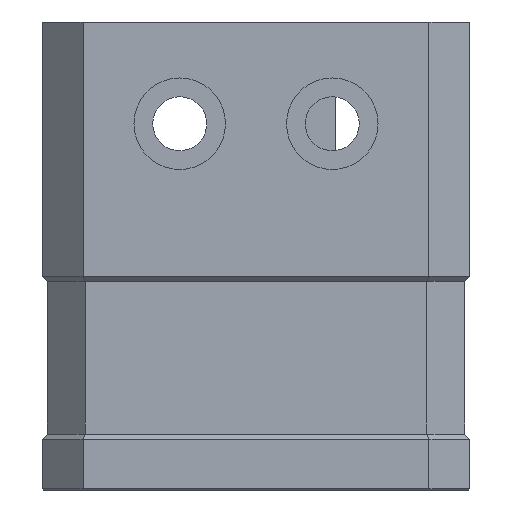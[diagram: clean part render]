
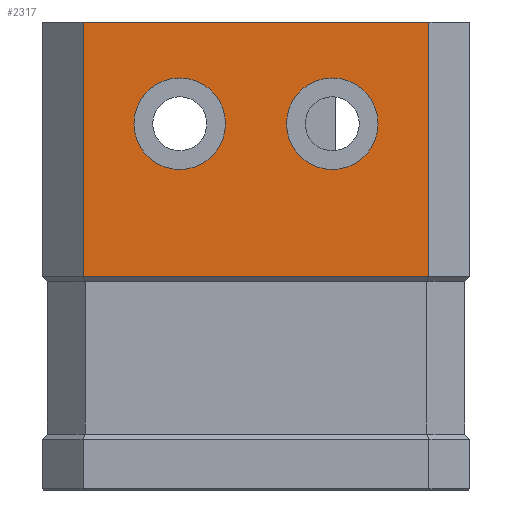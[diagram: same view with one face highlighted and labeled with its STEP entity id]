
A CAD part, front view. The second image highlights one B-rep face of the part: STEP entity #2317.
In plain terms, the highlighted planar face has unit normal (0, -1, 0).
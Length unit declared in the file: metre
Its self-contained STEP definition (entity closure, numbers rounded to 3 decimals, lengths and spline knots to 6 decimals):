
#40=CIRCLE('',#2487,0.0045);
#41=CIRCLE('',#2488,0.0045);
#239=ORIENTED_EDGE('',*,*,#859,.F.);
#240=ORIENTED_EDGE('',*,*,#860,.T.);
#241=ORIENTED_EDGE('',*,*,#861,.T.);
#242=ORIENTED_EDGE('',*,*,#862,.T.);
#243=ORIENTED_EDGE('',*,*,#863,.F.);
#244=ORIENTED_EDGE('',*,*,#864,.F.);
#859=EDGE_CURVE('',#1160,#1161,#1376,.T.);
#860=EDGE_CURVE('',#1160,#1162,#1377,.T.);
#861=EDGE_CURVE('',#1162,#1163,#1378,.T.);
#862=EDGE_CURVE('',#1163,#1161,#1379,.T.);
#863=EDGE_CURVE('',#1164,#1164,#40,.T.);
#864=EDGE_CURVE('',#1165,#1165,#41,.T.);
#1160=VERTEX_POINT('',#3522);
#1161=VERTEX_POINT('',#3523);
#1162=VERTEX_POINT('',#3525);
#1163=VERTEX_POINT('',#3527);
#1164=VERTEX_POINT('',#3530);
#1165=VERTEX_POINT('',#3532);
#1376=LINE('',#3521,#1656);
#1377=LINE('',#3524,#1657);
#1378=LINE('',#3526,#1658);
#1379=LINE('',#3528,#1659);
#1656=VECTOR('',#2823,1.);
#1657=VECTOR('',#2824,1.);
#1658=VECTOR('',#2825,1.);
#1659=VECTOR('',#2826,1.);
#1861=EDGE_LOOP('',(#239,#240,#241,#242));
#1862=EDGE_LOOP('',(#243));
#1863=EDGE_LOOP('',(#244));
#2036=FACE_BOUND('',#1861,.T.);
#2037=FACE_BOUND('',#1862,.T.);
#2038=FACE_BOUND('',#1863,.T.);
#2198=PLANE('',#2486);
#2317=ADVANCED_FACE('',(#2036,#2037,#2038),#2198,.T.);
#2486=AXIS2_PLACEMENT_3D('',#3520,#2821,#2822);
#2487=AXIS2_PLACEMENT_3D('',#3529,#2827,#2828);
#2488=AXIS2_PLACEMENT_3D('',#3531,#2829,#2830);
#2821=DIRECTION('',(0.,-1.,0.));
#2822=DIRECTION('',(1.,0.,0.));
#2823=DIRECTION('',(-1.,0.,0.));
#2824=DIRECTION('',(0.,0.,1.));
#2825=DIRECTION('',(-1.,0.,0.));
#2826=DIRECTION('',(0.,0.,-1.));
#2827=DIRECTION('',(0.,-1.,0.));
#2828=DIRECTION('',(1.,0.,0.));
#2829=DIRECTION('',(0.,-1.,0.));
#2830=DIRECTION('',(1.,0.,0.));
#3520=CARTESIAN_POINT('',(0.,-0.021,0.026));
#3521=CARTESIAN_POINT('',(0.017,-0.021,0.021));
#3522=CARTESIAN_POINT('',(0.017,-0.021,0.021));
#3523=CARTESIAN_POINT('',(-0.017,-0.021,0.021));
#3524=CARTESIAN_POINT('',(0.017,-0.021,0.046));
#3525=CARTESIAN_POINT('',(0.017,-0.021,0.046));
#3526=CARTESIAN_POINT('',(0.,-0.021,0.046));
#3527=CARTESIAN_POINT('',(-0.017,-0.021,0.046));
#3528=CARTESIAN_POINT('',(-0.017,-0.021,0.026));
#3529=CARTESIAN_POINT('',(-0.0075,-0.021,0.036));
#3530=CARTESIAN_POINT('',(-0.003,-0.021,0.036));
#3531=CARTESIAN_POINT('',(0.0075,-0.021,0.036));
#3532=CARTESIAN_POINT('',(0.012,-0.021,0.036));
